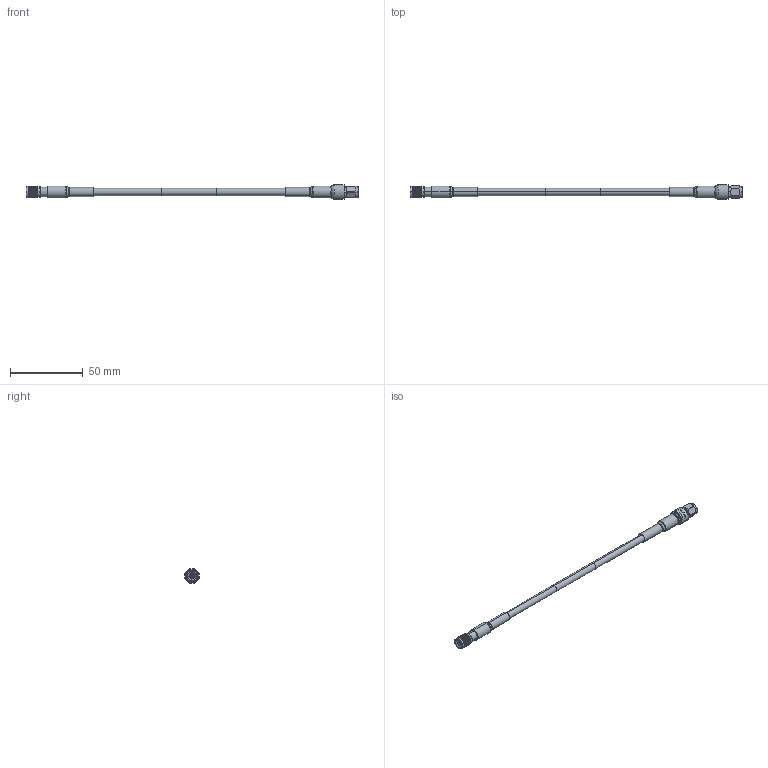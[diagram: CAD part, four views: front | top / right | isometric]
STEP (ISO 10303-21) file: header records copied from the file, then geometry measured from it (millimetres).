
FILE_DESCRIPTION (( 'STEP AP214' ), '1' );
FILE_NAME ('FMCA3181_3D.step', '2025-04-04T22:17:22', ( '' ), ( '' ), 'SwSTEP 2.0', 'SolidWorks 2022', '' );
FILE_SCHEMA (( 'AUTOMOTIVE_DESIGN' ));
Length unit declared in the file: inch
Products named in the file (6): LMR-195-FM; FMCA3181_3D; LMR-195 Heat Shrink Sleeve-FM_2; LMR-195 Heat Shrink Sleeve-FM; FMCN1816; TC-195-SM-SS-X
Assembly tree (5 placements, depth 2):
  FMCA3181_3D
    FMCN1816
    LMR-195-FM
    TC-195-SM-SS-X
    LMR-195 Heat Shrink Sleeve-FM
    LMR-195 Heat Shrink Sleeve-FM_2
Bounding box: 228.72 x 10.31 x 10.31 mm (x, y, z)
Volume: 5781.6 mm3; surface area: 8983.1 mm2
Topology: 6 solids, 6 shells, 1918 faces, 4130 edges, 2252 vertices
Faces by surface type: bspline 1291, cylinder 464, plane 76, cone 59, torus 28
Entity records: 74918 total; most frequent: CARTESIAN_POINT 46840, ORIENTED_EDGE 8260, EDGE_CURVE 4130, DIRECTION 2292, VERTEX_POINT 2252, B_SPLINE_CURVE_WITH_KNOTS 2206, EDGE_LOOP 1952, FACE_OUTER_BOUND 1918
